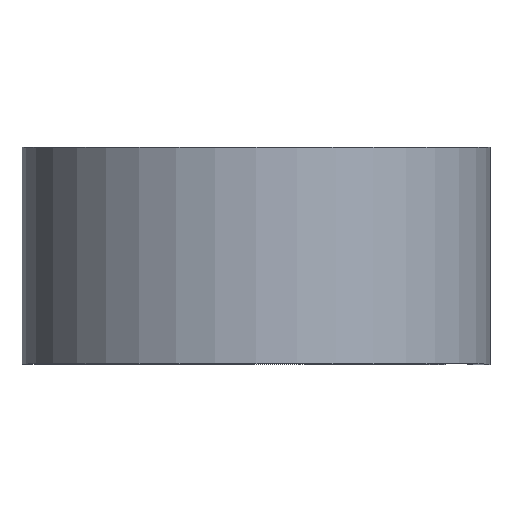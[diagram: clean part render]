
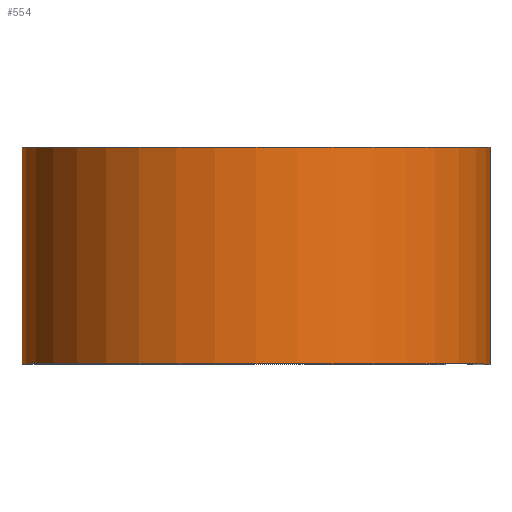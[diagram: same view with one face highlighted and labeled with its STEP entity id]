
A CAD part, top view. The second image highlights one B-rep face of the part: STEP entity #554.
In plain terms, the highlighted cylindrical face has radius 20.574 mm (diameter 41.148 mm), a partial arc.
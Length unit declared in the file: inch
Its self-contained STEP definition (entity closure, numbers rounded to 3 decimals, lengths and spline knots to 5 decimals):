
#3 = LINE ( 'NONE', #433, #450 ) ;
#7 = AXIS2_PLACEMENT_3D ( 'NONE', #321, #567, #188 ) ;
#41 = EDGE_CURVE ( 'NONE', #608, #128, #335, .T. ) ;
#86 = ORIENTED_EDGE ( 'NONE', *, *, #173, .F. ) ;
#125 = CARTESIAN_POINT ( 'NONE',  ( 0.81, -0.375, 0. ) ) ;
#128 = VERTEX_POINT ( 'NONE', #152 ) ;
#133 = ORIENTED_EDGE ( 'NONE', *, *, #588, .F. ) ;
#152 = CARTESIAN_POINT ( 'NONE',  ( 0., -0.375, -0.81 ) ) ;
#158 = EDGE_CURVE ( 'NONE', #128, #481, #269, .T. ) ;
#173 = EDGE_CURVE ( 'NONE', #608, #552, #268, .T. ) ;
#188 = DIRECTION ( 'NONE',  ( 1., 0., 0. ) ) ;
#229 = CARTESIAN_POINT ( 'NONE',  ( 0.81, 0.375, 0. ) ) ;
#268 = CIRCLE ( 'NONE', #7, 0.81 ) ;
#269 = CIRCLE ( 'NONE', #600, 0.81 ) ;
#316 = CARTESIAN_POINT ( 'NONE',  ( 0., 0.375, 0. ) ) ;
#317 = VECTOR ( 'NONE', #579, 39.37008 ) ;
#321 = CARTESIAN_POINT ( 'NONE',  ( 0., 0.375, 0. ) ) ;
#335 = LINE ( 'NONE', #596, #317 ) ;
#336 = AXIS2_PLACEMENT_3D ( 'NONE', #316, #590, #364 ) ;
#364 = DIRECTION ( 'NONE',  ( 0., 0., -1. ) ) ;
#375 = CARTESIAN_POINT ( 'NONE',  ( 0., -0.375, 0. ) ) ;
#377 = DIRECTION ( 'NONE',  ( 0., 1., 0. ) ) ;
#405 = DIRECTION ( 'NONE',  ( 1., 0., 0. ) ) ;
#433 = CARTESIAN_POINT ( 'NONE',  ( 0.81, 0.375, 0. ) ) ;
#450 = VECTOR ( 'NONE', #578, 39.37008 ) ;
#458 = CYLINDRICAL_SURFACE ( 'NONE', #336, 0.81 ) ;
#481 = VERTEX_POINT ( 'NONE', #125 ) ;
#502 = CARTESIAN_POINT ( 'NONE',  ( 0., 0.375, -0.81 ) ) ;
#524 = ORIENTED_EDGE ( 'NONE', *, *, #158, .T. ) ;
#537 = FACE_OUTER_BOUND ( 'NONE', #565, .T. ) ;
#552 = VERTEX_POINT ( 'NONE', #229 ) ;
#554 = ADVANCED_FACE ( 'NONE', ( #537 ), #458, .T. ) ;
#565 = EDGE_LOOP ( 'NONE', ( #524, #133, #86, #615 ) ) ;
#567 = DIRECTION ( 'NONE',  ( 0., 1., 0. ) ) ;
#578 = DIRECTION ( 'NONE',  ( 0., -1., 0. ) ) ;
#579 = DIRECTION ( 'NONE',  ( 0., -1., 0. ) ) ;
#588 = EDGE_CURVE ( 'NONE', #552, #481, #3, .T. ) ;
#590 = DIRECTION ( 'NONE',  ( 0., -1., 0. ) ) ;
#596 = CARTESIAN_POINT ( 'NONE',  ( 0., 0.375, -0.81 ) ) ;
#600 = AXIS2_PLACEMENT_3D ( 'NONE', #375, #377, #405 ) ;
#608 = VERTEX_POINT ( 'NONE', #502 ) ;
#615 = ORIENTED_EDGE ( 'NONE', *, *, #41, .T. ) ;
